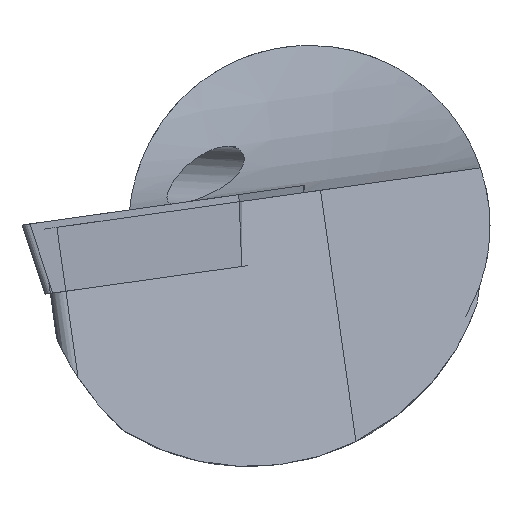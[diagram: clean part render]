
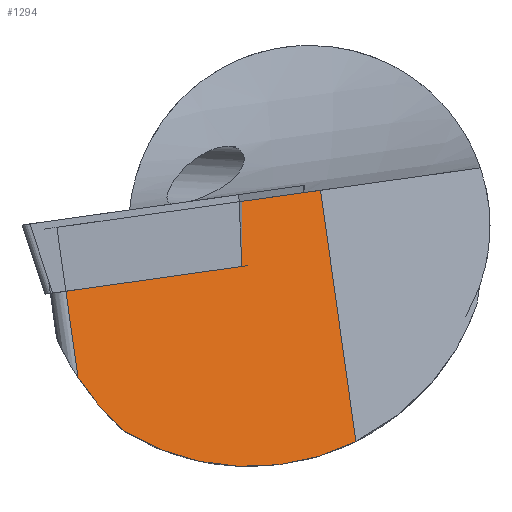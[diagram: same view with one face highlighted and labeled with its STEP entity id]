
A CAD part, front view. The second image highlights one B-rep face of the part: STEP entity #1294.
In plain terms, the highlighted face is planar.
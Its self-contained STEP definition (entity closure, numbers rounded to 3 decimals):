
#36=ELLIPSE('',#1480,9.66,9.2);
#37=ELLIPSE('',#1482,8.4,8.);
#177=LINE('',#2297,#275);
#182=LINE('',#2310,#280);
#183=LINE('',#2311,#281);
#275=VECTOR('',#1845,1000.);
#280=VECTOR('',#1856,1000.);
#281=VECTOR('',#1857,1000.);
#584=ORIENTED_EDGE('',*,*,#785,.F.);
#585=ORIENTED_EDGE('',*,*,#787,.F.);
#586=ORIENTED_EDGE('',*,*,#797,.T.);
#587=ORIENTED_EDGE('',*,*,#790,.T.);
#588=ORIENTED_EDGE('',*,*,#798,.F.);
#785=EDGE_CURVE('',#917,#918,#36,.F.);
#787=EDGE_CURVE('',#919,#917,#37,.F.);
#790=EDGE_CURVE('',#921,#922,#177,.T.);
#797=EDGE_CURVE('',#919,#921,#182,.T.);
#798=EDGE_CURVE('',#918,#922,#183,.T.);
#917=VERTEX_POINT('',#2277);
#918=VERTEX_POINT('',#2279);
#919=VERTEX_POINT('',#2292);
#921=VERTEX_POINT('',#2298);
#922=VERTEX_POINT('',#2299);
#1072=EDGE_LOOP('',(#584,#585,#586,#587,#588));
#1172=FACE_BOUND('',#1072,.T.);
#1221=PLANE('',#1488);
#1294=ADVANCED_FACE('',(#1172),#1221,.F.);
#1480=AXIS2_PLACEMENT_3D('',#2278,#1833,#1834);
#1482=AXIS2_PLACEMENT_3D('',#2291,#1837,#1838);
#1488=AXIS2_PLACEMENT_3D('',#2309,#1854,#1855);
#1833=DIRECTION('',(-0.952,-0.302,0.042));
#1834=DIRECTION('',(-0.305,0.943,-0.133));
#1837=DIRECTION('',(-0.952,-0.302,0.042));
#1838=DIRECTION('',(-0.305,0.943,-0.133));
#1845=DIRECTION('',(-0.305,0.943,-0.133));
#1854=DIRECTION('',(0.952,0.302,-0.042));
#1855=DIRECTION('',(0.302,-0.953,0.));
#1856=DIRECTION('',(0.,0.139,0.99));
#1857=DIRECTION('',(0.,0.139,0.99));
#2277=CARTESIAN_POINT('',(0.997,6.16,-6.833));
#2278=CARTESIAN_POINT('',(3.254,0.,0.));
#2279=CARTESIAN_POINT('',(0.589,7.696,-5.04));
#2291=CARTESIAN_POINT('',(2.62,2.,0.));
#2292=CARTESIAN_POINT('',(3.424,-1.542,-7.173));
#2297=CARTESIAN_POINT('',(1.489,5.615,0.344));
#2298=CARTESIAN_POINT('',(3.424,-0.368,1.185));
#2299=CARTESIAN_POINT('',(0.589,8.398,-0.047));
#2309=CARTESIAN_POINT('',(2.575,0.616,-10.869));
#2310=CARTESIAN_POINT('',(3.424,-2.01,-10.5));
#2311=CARTESIAN_POINT('',(0.589,6.756,-11.732));
